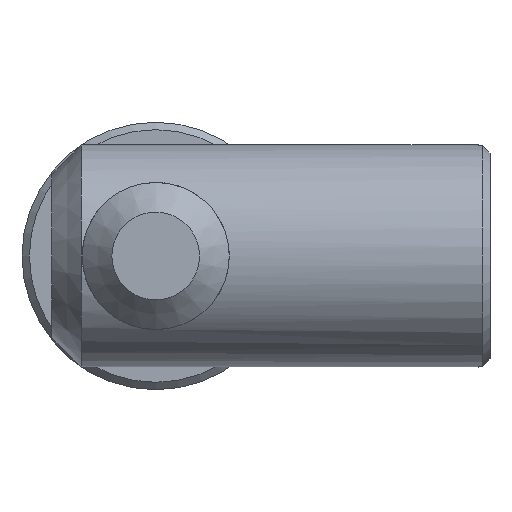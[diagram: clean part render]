
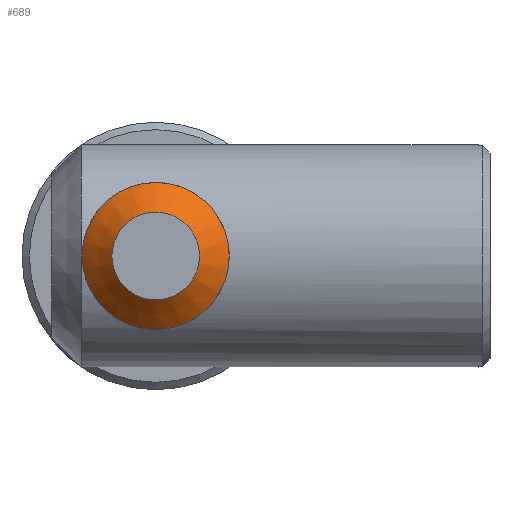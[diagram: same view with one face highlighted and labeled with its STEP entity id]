
A CAD part, front view. The second image highlights one B-rep face of the part: STEP entity #689.
In plain terms, the highlighted conical face has half-angle 45 degrees and reference radius 4.95 mm.
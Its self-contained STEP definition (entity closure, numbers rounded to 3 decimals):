
#106=FACE_OUTER_BOUND('',#144,.T.);
#144=EDGE_LOOP('',(#613,#614,#615,#616,#617,#618));
#184=LINE('',#2894,#221);
#221=VECTOR('',#960,4.95);
#268=CIRCLE('',#784,4.95);
#269=CIRCLE('',#785,4.95);
#270=CIRCLE('',#786,2.95);
#271=CIRCLE('',#787,2.95);
#334=VERTEX_POINT('',#2889);
#335=VERTEX_POINT('',#2890);
#336=VERTEX_POINT('',#2893);
#337=VERTEX_POINT('',#2895);
#435=EDGE_CURVE('',#334,#335,#268,.T.);
#436=EDGE_CURVE('',#335,#334,#269,.T.);
#437=EDGE_CURVE('',#335,#336,#184,.T.);
#438=EDGE_CURVE('',#336,#337,#270,.T.);
#439=EDGE_CURVE('',#337,#336,#271,.T.);
#613=ORIENTED_EDGE('',*,*,#435,.F.);
#614=ORIENTED_EDGE('',*,*,#436,.F.);
#615=ORIENTED_EDGE('',*,*,#437,.T.);
#616=ORIENTED_EDGE('',*,*,#438,.T.);
#617=ORIENTED_EDGE('',*,*,#439,.T.);
#618=ORIENTED_EDGE('',*,*,#437,.F.);
#659=CONICAL_SURFACE('',#783,4.95,0.785);
#689=ADVANCED_FACE('',(#106),#659,.T.);
#783=AXIS2_PLACEMENT_3D('',#2888,#954,#955);
#784=AXIS2_PLACEMENT_3D('',#2891,#956,#957);
#785=AXIS2_PLACEMENT_3D('',#2892,#958,#959);
#786=AXIS2_PLACEMENT_3D('',#2896,#961,#962);
#787=AXIS2_PLACEMENT_3D('',#2897,#963,#964);
#954=DIRECTION('center_axis',(0.,1.,0.));
#955=DIRECTION('ref_axis',(0.,0.,1.));
#956=DIRECTION('center_axis',(0.,1.,0.));
#957=DIRECTION('ref_axis',(0.,0.,1.));
#958=DIRECTION('center_axis',(0.,1.,0.));
#959=DIRECTION('ref_axis',(0.,0.,1.));
#960=DIRECTION('',(0.,-0.707,0.707));
#961=DIRECTION('center_axis',(0.,1.,0.));
#962=DIRECTION('ref_axis',(0.,0.,1.));
#963=DIRECTION('center_axis',(0.,1.,0.));
#964=DIRECTION('ref_axis',(0.,0.,1.));
#2888=CARTESIAN_POINT('Origin',(-1.519,-26.621,2.582));
#2889=CARTESIAN_POINT('',(-1.519,-26.621,7.532));
#2890=CARTESIAN_POINT('',(-1.519,-26.621,-2.368));
#2891=CARTESIAN_POINT('Origin',(-1.519,-26.621,2.582));
#2892=CARTESIAN_POINT('Origin',(-1.519,-26.621,2.582));
#2893=CARTESIAN_POINT('',(-1.519,-28.621,-0.368));
#2894=CARTESIAN_POINT('',(-1.519,-26.621,-2.368));
#2895=CARTESIAN_POINT('',(-1.519,-28.621,5.532));
#2896=CARTESIAN_POINT('Origin',(-1.519,-28.621,2.582));
#2897=CARTESIAN_POINT('Origin',(-1.519,-28.621,2.582));
